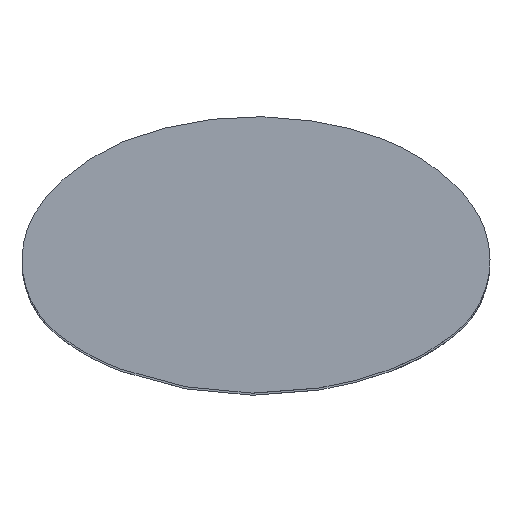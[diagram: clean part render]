
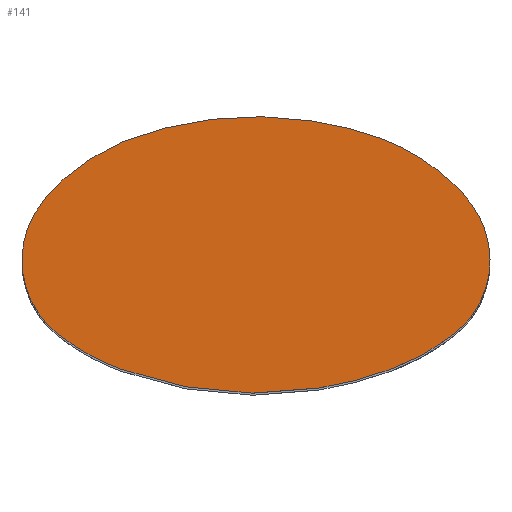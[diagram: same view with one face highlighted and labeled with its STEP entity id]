
A CAD part, top view. The second image highlights one B-rep face of the part: STEP entity #141.
In plain terms, the highlighted planar face has unit normal (0, 0, 1).
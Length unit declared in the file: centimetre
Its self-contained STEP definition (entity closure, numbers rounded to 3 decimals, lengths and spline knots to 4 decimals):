
#141=ADVANCED_FACE($,(#237),#1045,.T.);
#237=FACE_OUTER_BOUND($,#333,.T.);
#333=EDGE_LOOP($,(#688,#689));
#688=ORIENTED_EDGE($,*,*,#865,.T.);
#689=ORIENTED_EDGE($,*,*,#867,.T.);
#865=EDGE_CURVE($,#982,#983,#1256,.T.);
#867=EDGE_CURVE($,#983,#982,#1136,.T.);
#982=VERTEX_POINT($,#4640);
#983=VERTEX_POINT($,#4641);
#1045=PLANE($,#1407);
#1136=(
BOUNDED_CURVE()
B_SPLINE_CURVE(2,(#4501,#4502,#4503),.UNSPECIFIED.,.F.,.F.)
B_SPLINE_CURVE_WITH_KNOTS((3,3),(0.,36.9361),.UNSPECIFIED.)
CURVE()
GEOMETRIC_REPRESENTATION_ITEM()
RATIONAL_B_SPLINE_CURVE((1.,0.939,1.))
REPRESENTATION_ITEM($)
);
#1256=B_SPLINE_CURVE_WITH_KNOTS($,3,(#4436,#4437,#4438,#4439,#4440,#4441,
#4442,#4443,#4444,#4445,#4446,#4447,#4448,#4449,#4450,#4451,#4452,#4453,
#4454,#4455,#4456,#4457,#4458,#4459,#4460,#4461,#4462,#4463,#4464,#4465,
#4466,#4467,#4468,#4469,#4470,#4471,#4472,#4473,#4474,#4475,#4476,#4477,
#4478,#4479,#4480,#4481,#4482,#4483,#4484,#4485,#4486,#4487,#4488,#4489,
#4490,#4491,#4492,#4493,#4494,#4495,#4496,#4497,#4498),.UNSPECIFIED.,.F.,
.F.,(4,1,1,1,1,1,1,1,1,1,1,1,1,1,1,1,1,1,1,1,1,1,1,1,1,1,1,1,1,1,1,1,1,1,
1,1,1,1,1,1,1,1,1,1,1,1,1,1,1,1,1,1,1,1,1,1,1,1,1,1,4),(0.,4.3083,
6.4698,7.5496,8.6279,9.7038,10.7965,
13.0909,15.4925,17.9629,20.4564,22.9247,
25.3223,26.4835,27.6136,28.7331,29.8694,
31.0069,32.1432,33.2447,34.3178,36.4731,
38.6365,40.8022,45.1149,47.2209,49.2942,
51.3784,53.4717,57.678,61.8993,66.1207,
70.3274,72.4212,74.5058,76.5795,78.6849,
82.997,85.1625,87.3259,89.4813,90.5545,
91.6561,92.7923,93.9299,95.0662,96.1857,
97.3157,98.477,100.8746,103.3428,105.8363,
108.3068,110.7083,113.0027,114.0954,115.1713,
116.2496,117.3295,119.4909,123.7992),.UNSPECIFIED.);
#1407=AXIS2_PLACEMENT_3D($,#4637,#1472,$);
#1472=DIRECTION($,(0.,0.,1.));
#4436=CARTESIAN_POINT($,(36.481,5.7654,166.012));
#4437=CARTESIAN_POINT($,(37.8347,6.2449,166.012));
#4438=CARTESIAN_POINT($,(39.8192,7.1141,166.012));
#4439=CARTESIAN_POINT($,(42.0023,8.3691,166.012));
#4440=CARTESIAN_POINT($,(43.21,9.1537,166.012));
#4441=CARTESIAN_POINT($,(44.0924,9.7735,166.012));
#4442=CARTESIAN_POINT($,(44.9549,10.4275,166.012));
#4443=CARTESIAN_POINT($,(46.1081,11.3687,166.012));
#4444=CARTESIAN_POINT($,(47.4245,12.7965,166.012));
#4445=CARTESIAN_POINT($,(48.7014,14.8317,166.012));
#4446=CARTESIAN_POINT($,(49.5858,17.1394,166.012));
#4447=CARTESIAN_POINT($,(50.0042,19.5977,166.012));
#4448=CARTESIAN_POINT($,(49.9332,22.0654,166.012));
#4449=CARTESIAN_POINT($,(49.487,24.0379,166.012));
#4450=CARTESIAN_POINT($,(48.9299,25.5,166.012));
#4451=CARTESIAN_POINT($,(48.43,26.5231,166.012));
#4452=CARTESIAN_POINT($,(47.8435,27.4887,166.012));
#4453=CARTESIAN_POINT($,(47.1969,28.4176,166.012));
#4454=CARTESIAN_POINT($,(46.487,29.3064,166.012));
#4455=CARTESIAN_POINT($,(45.7291,30.1392,166.012));
#4456=CARTESIAN_POINT($,(44.9332,30.9044,166.012));
#4457=CARTESIAN_POINT($,(43.859,31.8686,166.012));
#4458=CARTESIAN_POINT($,(42.4564,32.9951,166.012));
#4459=CARTESIAN_POINT($,(40.676,34.2243,166.012));
#4460=CARTESIAN_POINT($,(38.1909,35.6846,166.012));
#4461=CARTESIAN_POINT($,(35.5706,36.8657,166.012));
#4462=CARTESIAN_POINT($,(32.8757,37.7352,166.012));
#4463=CARTESIAN_POINT($,(30.8643,38.2969,166.012));
#4464=CARTESIAN_POINT($,(28.8351,38.7728,166.012));
#4465=CARTESIAN_POINT($,(26.0896,39.2977,166.012));
#4466=CARTESIAN_POINT($,(22.606,39.7392,166.012));
#4467=CARTESIAN_POINT($,(18.3886,39.9168,166.012));
#4468=CARTESIAN_POINT($,(14.1709,39.7393,166.012));
#4469=CARTESIAN_POINT($,(10.687,39.2977,166.012));
#4470=CARTESIAN_POINT($,(7.9411,38.7728,166.012));
#4471=CARTESIAN_POINT($,(5.9115,38.2967,166.012));
#4472=CARTESIAN_POINT($,(3.9,37.735,166.012));
#4473=CARTESIAN_POINT($,(1.2054,36.8654,166.012));
#4474=CARTESIAN_POINT($,(-1.4145,35.6845,166.012));
#4475=CARTESIAN_POINT($,(-3.8993,34.2243,166.012));
#4476=CARTESIAN_POINT($,(-5.6797,32.9952,166.012));
#4477=CARTESIAN_POINT($,(-7.0824,31.8687,166.012));
#4478=CARTESIAN_POINT($,(-8.1567,30.9044,166.012));
#4479=CARTESIAN_POINT($,(-8.9526,30.1391,166.012));
#4480=CARTESIAN_POINT($,(-9.7104,29.3063,166.012));
#4481=CARTESIAN_POINT($,(-10.4204,28.4176,166.012));
#4482=CARTESIAN_POINT($,(-11.0669,27.4886,166.012));
#4483=CARTESIAN_POINT($,(-11.6534,26.5231,166.012));
#4484=CARTESIAN_POINT($,(-12.1533,25.5,166.012));
#4485=CARTESIAN_POINT($,(-12.7104,24.0378,166.012));
#4486=CARTESIAN_POINT($,(-13.1566,22.0653,166.012));
#4487=CARTESIAN_POINT($,(-13.2276,19.5977,166.012));
#4488=CARTESIAN_POINT($,(-12.8092,17.1393,166.012));
#4489=CARTESIAN_POINT($,(-11.9248,14.8316,166.012));
#4490=CARTESIAN_POINT($,(-10.6479,12.7965,166.012));
#4491=CARTESIAN_POINT($,(-9.3315,11.3687,166.012));
#4492=CARTESIAN_POINT($,(-8.1782,10.4275,166.012));
#4493=CARTESIAN_POINT($,(-7.3158,9.7735,166.012));
#4494=CARTESIAN_POINT($,(-6.4334,9.1537,166.012));
#4495=CARTESIAN_POINT($,(-5.2257,8.3691,166.012));
#4496=CARTESIAN_POINT($,(-3.0426,7.1141,166.012));
#4497=CARTESIAN_POINT($,(-1.0581,6.2449,166.012));
#4498=CARTESIAN_POINT($,(0.2956,5.7654,166.012));
#4501=CARTESIAN_POINT($,(0.2956,5.7654,166.012));
#4502=CARTESIAN_POINT($,(18.3883,-0.8447,166.012));
#4503=CARTESIAN_POINT($,(36.481,5.7654,166.012));
#4637=CARTESIAN_POINT($,(-13.808,2.1909,166.012));
#4640=CARTESIAN_POINT($,(36.481,5.7654,166.012));
#4641=CARTESIAN_POINT($,(0.2956,5.7654,166.012));
